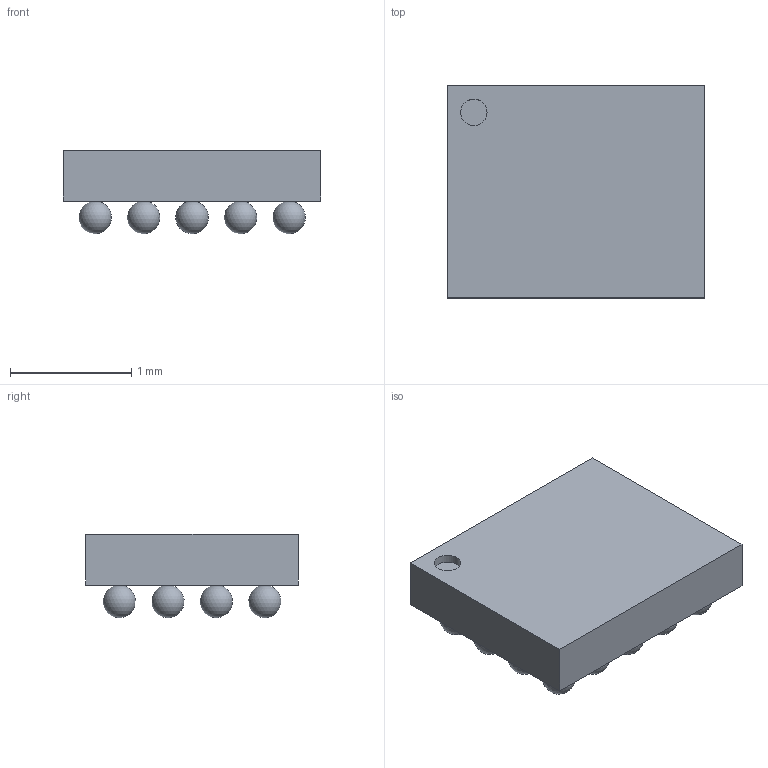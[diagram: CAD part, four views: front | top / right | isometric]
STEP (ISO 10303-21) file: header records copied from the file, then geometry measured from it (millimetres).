
FILE_DESCRIPTION(('FreeCAD Model'),'2;1');
FILE_NAME('1447956.1.1.stp','2019-05-18T16:18:21',( 'Author'),(''),'Open CASCADE STEP processor 6.8','FreeCAD','Unknown' );
FILE_SCHEMA(('AUTOMOTIVE_DESIGN_CC2 { 1 2 10303 214 -1 1 5 4 }'));
Length unit declared in the file: millimetre
Products named in the file (3): ASSEMBLY; Array; Body
Assembly tree (2 placements, depth 2):
  ASSEMBLY
    Array
    Body
Bounding box: 2.12 x 1.75 x 0.69 mm (x, y, z)
Volume: 1.8 mm3; surface area: 15.3 mm2
Topology: 21 solids, 21 shells, 28 faces, 75 edges, 50 vertices
Faces by surface type: sphere 20, plane 7, cylinder 1
Full cylindrical faces by diameter (mm): 0.219 x1
Entity records: 875 total; most frequent: DIRECTION 109, CARTESIAN_POINT 106, LINE 41, VECTOR 41, AXIS2_PLACEMENT_3D 33, VERTEX_POINT 30, ORIENTED_EDGE 30, PCURVE 30
